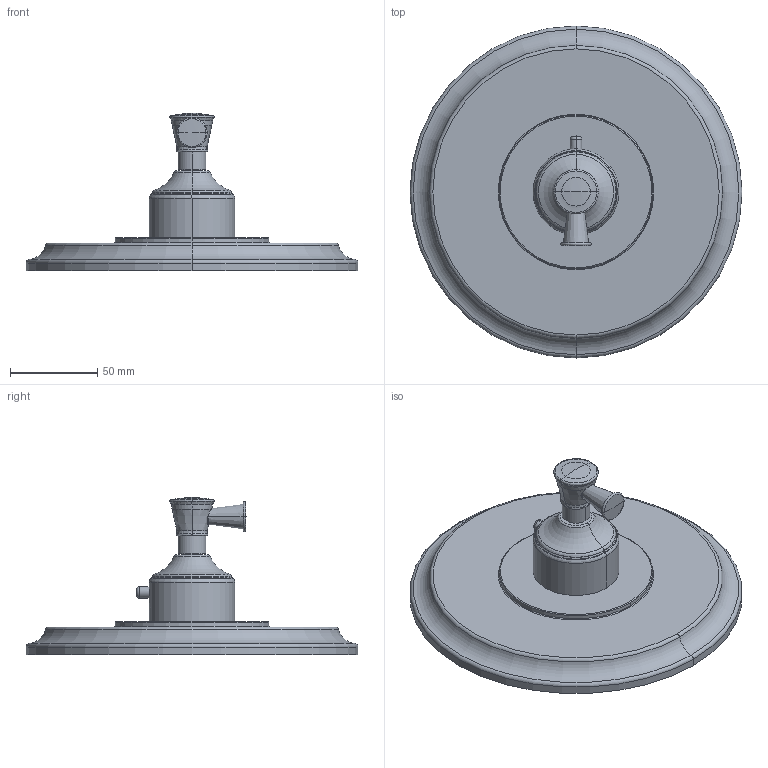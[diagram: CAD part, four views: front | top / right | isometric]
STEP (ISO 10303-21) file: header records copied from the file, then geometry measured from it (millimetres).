
FILE_DESCRIPTION((''),'2;1');
FILE_NAME('3-2914TR','2020-12-04T13:26:57',('jinson.thomas'),(''),'CREO PARAMETRIC BY PTC INC, 2018400','CREO PARAMETRIC BY PTC INC, 2018400','');
FILE_SCHEMA(('CONFIG_CONTROL_DESIGN'));
Length unit declared in the file: inch
Products named in the file (1): 3-2914TR
Bounding box: 190.5 x 190.5 x 90.37 mm (x, y, z)
Volume: 493604.2 mm3; surface area: 71467.1 mm2
Topology: 1 solids, 1 shells, 74 faces, 158 edges, 87 vertices
Faces by surface type: torus 26, bspline 14, cylinder 10, cone 10, plane 8, sphere 6
Entity records: 3433 total; most frequent: CARTESIAN_POINT 1811, DIRECTION 379, ORIENTED_EDGE 304, AXIS2_PLACEMENT_3D 179, EDGE_CURVE 152, CIRCLE 119, VERTEX_POINT 87, EDGE_LOOP 81
